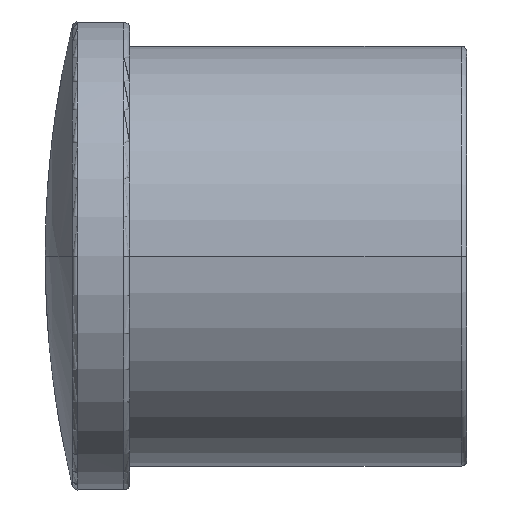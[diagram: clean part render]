
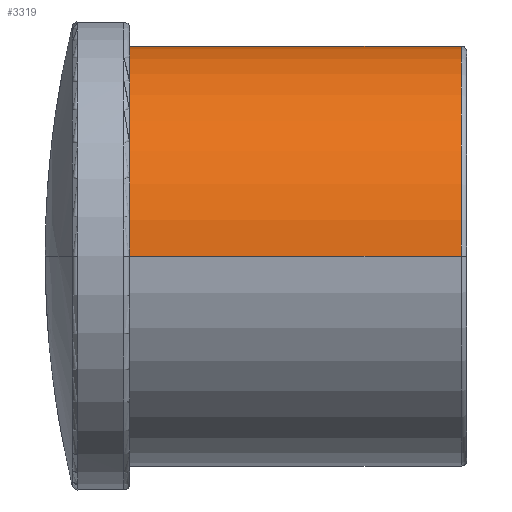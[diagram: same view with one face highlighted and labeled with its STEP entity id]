
A CAD part, front view. The second image highlights one B-rep face of the part: STEP entity #3319.
In plain terms, the highlighted cylindrical face has radius 11.2 mm (diameter 22.4 mm), a partial arc.
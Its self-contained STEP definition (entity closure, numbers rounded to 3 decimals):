
#463=CARTESIAN_POINT('',(0.,0.,0.));
#464=DIRECTION('',(-1.,0.,0.));
#465=DIRECTION('',(0.,-1.,0.));
#466=AXIS2_PLACEMENT_3D('',#463,#464,#465);
#489=CARTESIAN_POINT('',(17.7,0.,0.));
#490=DIRECTION('',(-1.,0.,0.));
#491=DIRECTION('',(0.,-1.,0.));
#492=AXIS2_PLACEMENT_3D('',#489,#490,#491);
#509=DIRECTION('',(-1.,0.,0.));
#510=VECTOR('',#509,17.7);
#511=CARTESIAN_POINT('',(17.7,11.2,0.));
#512=LINE('',#511,#510);
#513=DIRECTION('',(1.,0.,0.));
#514=VECTOR('',#513,17.7);
#515=CARTESIAN_POINT('',(0.,-11.2,0.));
#516=LINE('',#515,#514);
#2456=CARTESIAN_POINT('',(0.,-11.2,0.));
#2457=CARTESIAN_POINT('',(0.,11.2,0.));
#2458=VERTEX_POINT('',#2456);
#2459=VERTEX_POINT('',#2457);
#2460=CARTESIAN_POINT('',(17.7,-11.2,0.));
#2461=CARTESIAN_POINT('',(17.7,11.2,0.));
#2462=VERTEX_POINT('',#2460);
#2463=VERTEX_POINT('',#2461);
#3305=CARTESIAN_POINT('',(-0.354,0.,0.));
#3306=DIRECTION('',(1.,0.,0.));
#3307=DIRECTION('',(0.,-1.,0.));
#3308=AXIS2_PLACEMENT_3D('',#3305,#3306,#3307);
#3309=CYLINDRICAL_SURFACE('',#3308,11.2);
#3311=ORIENTED_EDGE('',*,*,#3310,.F.);
#3313=ORIENTED_EDGE('',*,*,#3312,.F.);
#3314=ORIENTED_EDGE('',*,*,#3286,.T.);
#3316=ORIENTED_EDGE('',*,*,#3315,.F.);
#3317=EDGE_LOOP('',(#3311,#3313,#3314,#3316));
#3318=FACE_OUTER_BOUND('',#3317,.F.);
#467=CIRCLE('',#466,11.2);
#493=CIRCLE('',#492,11.2);
#3286=EDGE_CURVE('',#2458,#2459,#467,.T.);
#3310=EDGE_CURVE('',#2462,#2463,#493,.T.);
#3312=EDGE_CURVE('',#2458,#2462,#516,.T.);
#3315=EDGE_CURVE('',#2463,#2459,#512,.T.);
#3319=ADVANCED_FACE('',(#3318),#3309,.T.);
